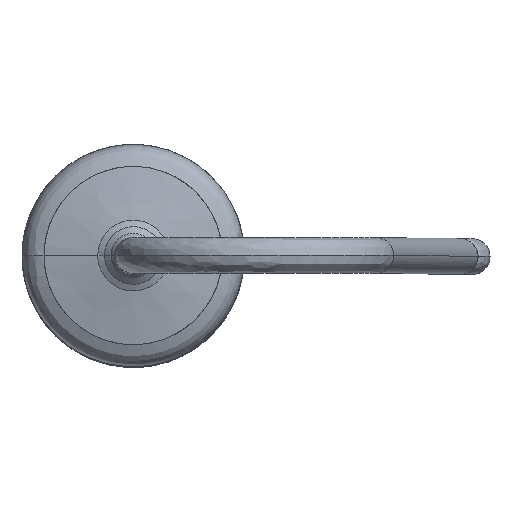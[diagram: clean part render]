
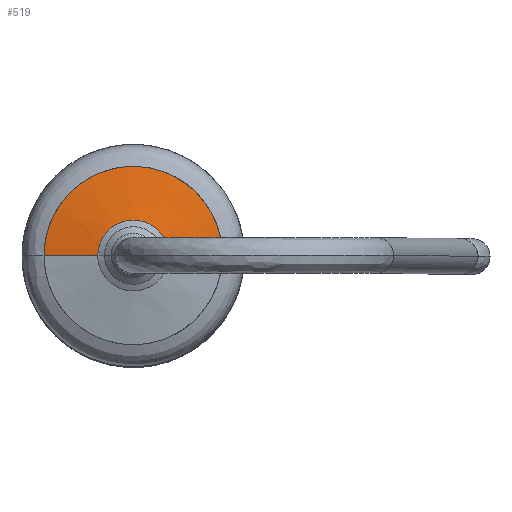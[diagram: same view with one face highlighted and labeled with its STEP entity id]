
A CAD part, top view. The second image highlights one B-rep face of the part: STEP entity #519.
In plain terms, the highlighted free-form (B-spline) face has degree [2, 1] with [5, 2] control points.
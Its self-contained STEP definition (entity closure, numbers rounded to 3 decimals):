
#43=B_SPLINE_CURVE_WITH_KNOTS('',1,(#2904,#2905),.UNSPECIFIED.,.F.,.F.,
(2,2),(0.809,2.035),.UNSPECIFIED.);
#44=B_SPLINE_CURVE_WITH_KNOTS('',1,(#2906,#2907),.UNSPECIFIED.,.F.,.F.,
(2,2),(0.809,2.035),.UNSPECIFIED.);
#519=ADVANCED_FACE('',(#589),#1505,.T.);
#589=FACE_OUTER_BOUND('',#659,.T.);
#659=EDGE_LOOP('',(#811,#812,#813,#814));
#811=ORIENTED_EDGE('',*,*,#1058,.T.);
#812=ORIENTED_EDGE('',*,*,#1053,.T.);
#813=ORIENTED_EDGE('',*,*,#1057,.F.);
#814=ORIENTED_EDGE('',*,*,#1056,.T.);
#1053=EDGE_CURVE('',#1399,#1400,#1245,.T.);
#1056=EDGE_CURVE('',#1402,#1401,#1248,.T.);
#1057=EDGE_CURVE('',#1402,#1400,#43,.T.);
#1058=EDGE_CURVE('',#1401,#1399,#44,.T.);
#1245=(
BOUNDED_CURVE()
B_SPLINE_CURVE(2,(#2884,#2885,#2886,#2887,#2888),.UNSPECIFIED.,.F.,.F.)
B_SPLINE_CURVE_WITH_KNOTS((3,2,3),(0.,3.148,6.296),
 .UNSPECIFIED.)
CURVE()
GEOMETRIC_REPRESENTATION_ITEM()
RATIONAL_B_SPLINE_CURVE((1.,0.707,1.,0.707,1.))
REPRESENTATION_ITEM('')
);
#1248=(
BOUNDED_CURVE()
B_SPLINE_CURVE(2,(#2899,#2900,#2901,#2902,#2903),.UNSPECIFIED.,.F.,.F.)
B_SPLINE_CURVE_WITH_KNOTS((3,2,3),(-2.502,-1.251,
0.),.UNSPECIFIED.)
CURVE()
GEOMETRIC_REPRESENTATION_ITEM()
RATIONAL_B_SPLINE_CURVE((1.,0.707,1.,0.707,1.))
REPRESENTATION_ITEM('')
);
#1399=VERTEX_POINT('',#2880);
#1400=VERTEX_POINT('',#2881);
#1401=VERTEX_POINT('',#2882);
#1402=VERTEX_POINT('',#2883);
#1505=(
BOUNDED_SURFACE()
B_SPLINE_SURFACE(2,1,((#2860,#2861),(#2862,#2863),(#2864,#2865),(#2866,
#2867),(#2868,#2869)),.UNSPECIFIED.,.F.,.F.,.F.)
B_SPLINE_SURFACE_WITH_KNOTS((3,2,3),(2,2),(0.,1.571,3.142),
(0.,2.241),.UNSPECIFIED.)
GEOMETRIC_REPRESENTATION_ITEM()
RATIONAL_B_SPLINE_SURFACE(((1.,1.),(0.707,0.707),
(1.,1.),(0.707,0.707),(1.,1.)))
REPRESENTATION_ITEM('')
SURFACE()
);
#2860=CARTESIAN_POINT('',(0.,0.,13.07));
#2861=CARTESIAN_POINT('',(-2.207,0.,12.681));
#2862=CARTESIAN_POINT('',(0.,0.,13.07));
#2863=CARTESIAN_POINT('',(-2.207,2.207,12.681));
#2864=CARTESIAN_POINT('',(0.,0.,13.07));
#2865=CARTESIAN_POINT('',(0.,2.207,12.681));
#2866=CARTESIAN_POINT('',(0.,0.,13.07));
#2867=CARTESIAN_POINT('',(2.207,2.207,12.681));
#2868=CARTESIAN_POINT('',(0.,0.,13.07));
#2869=CARTESIAN_POINT('',(2.207,0.,12.681));
#2880=CARTESIAN_POINT('',(2.004,0.,12.716));
#2881=CARTESIAN_POINT('',(-2.004,0.,12.716));
#2882=CARTESIAN_POINT('',(0.797,0.,12.929));
#2883=CARTESIAN_POINT('',(-0.797,0.,12.929));
#2884=CARTESIAN_POINT('',(2.004,0.,12.716));
#2885=CARTESIAN_POINT('',(2.004,2.004,12.716));
#2886=CARTESIAN_POINT('',(0.,2.004,12.716));
#2887=CARTESIAN_POINT('',(-2.004,2.004,12.716));
#2888=CARTESIAN_POINT('',(-2.004,0.,12.716));
#2899=CARTESIAN_POINT('',(-0.797,0.,12.929));
#2900=CARTESIAN_POINT('',(-0.797,0.797,12.929));
#2901=CARTESIAN_POINT('',(0.,0.797,12.929));
#2902=CARTESIAN_POINT('',(0.797,0.797,12.929));
#2903=CARTESIAN_POINT('',(0.797,0.,12.929));
#2904=CARTESIAN_POINT('',(-0.797,0.,12.929));
#2905=CARTESIAN_POINT('',(-2.004,0.,12.716));
#2906=CARTESIAN_POINT('',(0.797,0.,12.929));
#2907=CARTESIAN_POINT('',(2.004,0.,12.716));
